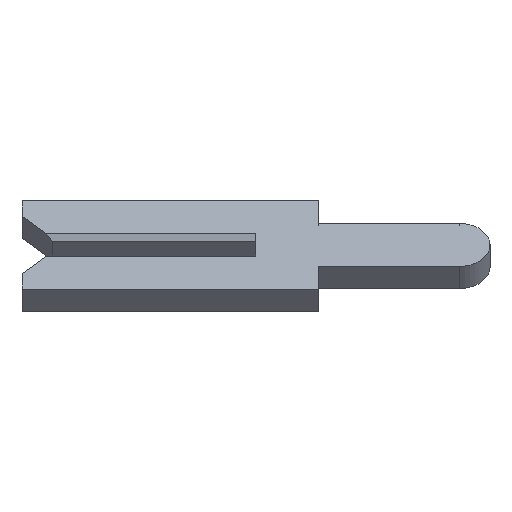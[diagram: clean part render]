
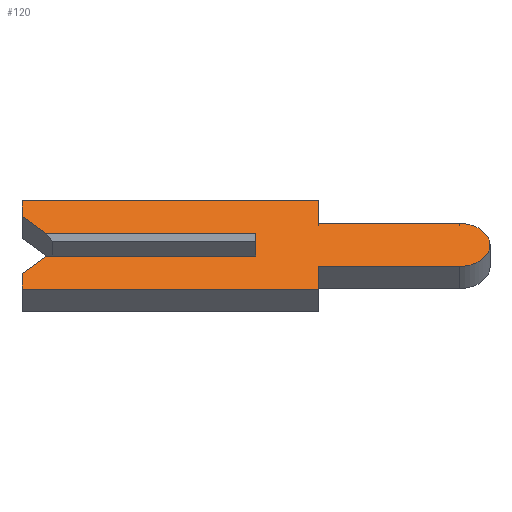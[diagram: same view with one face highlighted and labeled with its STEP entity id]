
A CAD part, left-side view. The second image highlights one B-rep face of the part: STEP entity #120.
In plain terms, the highlighted face is planar.
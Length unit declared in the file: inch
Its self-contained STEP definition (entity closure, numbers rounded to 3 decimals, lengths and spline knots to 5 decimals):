
#18 = ORIENTED_EDGE ( 'NONE', *, *, #905, .F. ) ;
#23 = LINE ( 'NONE', #605, #383 ) ;
#30 = CARTESIAN_POINT ( 'NONE',  ( -0.01, 0.15, -0.026 ) ) ;
#46 = CIRCLE ( 'NONE', #150, 0.0195 ) ;
#60 = DIRECTION ( 'NONE',  ( 0., 0., 1. ) ) ;
#66 = EDGE_CURVE ( 'NONE', #615, #167, #398, .T. ) ;
#75 = DIRECTION ( 'NONE',  ( 0., -1., 0. ) ) ;
#79 = CARTESIAN_POINT ( 'NONE',  ( -0.01, -0.04, 0.04 ) ) ;
#115 = CARTESIAN_POINT ( 'NONE',  ( -0.01, -0.04, 0.0195 ) ) ;
#120 = ADVANCED_FACE ( 'NONE', ( #325 ), #307, .F. ) ;
#124 = VERTEX_POINT ( 'NONE', #323 ) ;
#129 = CARTESIAN_POINT ( 'NONE',  ( -0.01, -0.1305, 0. ) ) ;
#133 = VERTEX_POINT ( 'NONE', #612 ) ;
#138 = ORIENTED_EDGE ( 'NONE', *, *, #553, .F. ) ;
#150 = AXIS2_PLACEMENT_3D ( 'NONE', #129, #938, #792 ) ;
#157 = CARTESIAN_POINT ( 'NONE',  ( -0.01, 0.1305, 0.0065 ) ) ;
#167 = VERTEX_POINT ( 'NONE', #461 ) ;
#169 = LINE ( 'NONE', #425, #569 ) ;
#177 = EDGE_CURVE ( 'NONE', #124, #391, #211, .T. ) ;
#187 = VERTEX_POINT ( 'NONE', #314 ) ;
#188 = CARTESIAN_POINT ( 'NONE',  ( -0.01, 0.134, 0.01 ) ) ;
#203 = VERTEX_POINT ( 'NONE', #30 ) ;
#211 = LINE ( 'NONE', #79, #956 ) ;
#213 = EDGE_CURVE ( 'NONE', #203, #615, #583, .T. ) ;
#217 = LINE ( 'NONE', #594, #263 ) ;
#220 = DIRECTION ( 'NONE',  ( 0., -1., 0. ) ) ;
#235 = ORIENTED_EDGE ( 'NONE', *, *, #408, .F. ) ;
#248 = CARTESIAN_POINT ( 'NONE',  ( -0.01, -0.1305, 0. ) ) ;
#263 = VECTOR ( 'NONE', #443, 39.37008 ) ;
#277 = DIRECTION ( 'NONE',  ( 0., 0., -1. ) ) ;
#278 = EDGE_CURVE ( 'NONE', #391, #133, #954, .T. ) ;
#298 = ORIENTED_EDGE ( 'NONE', *, *, #726, .F. ) ;
#307 = PLANE ( 'NONE',  #624 ) ;
#314 = CARTESIAN_POINT ( 'NONE',  ( -0.01, -0.1305, -0.0195 ) ) ;
#318 = ORIENTED_EDGE ( 'NONE', *, *, #354, .F. ) ;
#323 = CARTESIAN_POINT ( 'NONE',  ( -0.01, -0.04, 0.04 ) ) ;
#324 = LINE ( 'NONE', #157, #512 ) ;
#325 = FACE_OUTER_BOUND ( 'NONE', #526, .T. ) ;
#327 = CARTESIAN_POINT ( 'NONE',  ( -0.01, 0., 0.0065 ) ) ;
#331 = ORIENTED_EDGE ( 'NONE', *, *, #278, .F. ) ;
#336 = ORIENTED_EDGE ( 'NONE', *, *, #213, .F. ) ;
#347 = ORIENTED_EDGE ( 'NONE', *, *, #177, .F. ) ;
#354 = EDGE_CURVE ( 'NONE', #187, #422, #394, .T. ) ;
#362 = CARTESIAN_POINT ( 'NONE',  ( -0.01, 0.15, 0.04 ) ) ;
#364 = CARTESIAN_POINT ( 'NONE',  ( -0.01, -0.04, -0.04 ) ) ;
#374 = CARTESIAN_POINT ( 'NONE',  ( -0.01, -0.1305, -0.01 ) ) ;
#376 = DIRECTION ( 'NONE',  ( 0., 1., 0. ) ) ;
#382 = VERTEX_POINT ( 'NONE', #188 ) ;
#383 = VECTOR ( 'NONE', #376, 39.37008 ) ;
#391 = VERTEX_POINT ( 'NONE', #115 ) ;
#394 = LINE ( 'NONE', #496, #843 ) ;
#398 = LINE ( 'NONE', #374, #847 ) ;
#402 = DIRECTION ( 'NONE',  ( 0., 0., -1. ) ) ;
#405 = DIRECTION ( 'NONE',  ( 0., 0., 1. ) ) ;
#408 = EDGE_CURVE ( 'NONE', #167, #819, #817, .T. ) ;
#419 = CARTESIAN_POINT ( 'NONE',  ( -0.01, -0.04, 0.0195 ) ) ;
#422 = VERTEX_POINT ( 'NONE', #904 ) ;
#425 = CARTESIAN_POINT ( 'NONE',  ( -0.01, -0.04, -0.04 ) ) ;
#428 = EDGE_CURVE ( 'NONE', #382, #819, #554, .T. ) ;
#433 = ORIENTED_EDGE ( 'NONE', *, *, #770, .F. ) ;
#443 = DIRECTION ( 'NONE',  ( 0., 0., 1. ) ) ;
#456 = EDGE_CURVE ( 'NONE', #133, #187, #46, .T. ) ;
#461 = CARTESIAN_POINT ( 'NONE',  ( -0.01, 0., -0.01 ) ) ;
#462 = VERTEX_POINT ( 'NONE', #655 ) ;
#466 = VERTEX_POINT ( 'NONE', #926 ) ;
#496 = CARTESIAN_POINT ( 'NONE',  ( -0.01, -0.04, -0.0195 ) ) ;
#511 = DIRECTION ( 'NONE',  ( 0., -1., 0. ) ) ;
#512 = VECTOR ( 'NONE', #681, 39.37008 ) ;
#526 = EDGE_LOOP ( 'NONE', ( #889, #235, #683, #336, #298, #18, #138, #318, #716, #331, #347, #433, #929, #878 ) ) ;
#553 = EDGE_CURVE ( 'NONE', #422, #578, #169, .T. ) ;
#554 = LINE ( 'NONE', #790, #870 ) ;
#569 = VECTOR ( 'NONE', #277, 39.37008 ) ;
#578 = VERTEX_POINT ( 'NONE', #364 ) ;
#583 = LINE ( 'NONE', #711, #945 ) ;
#586 = EDGE_CURVE ( 'NONE', #869, #462, #848, .T. ) ;
#587 = CARTESIAN_POINT ( 'NONE',  ( -0.01, 0.134, -0.01 ) ) ;
#594 = CARTESIAN_POINT ( 'NONE',  ( -0.01, 0.15, -0.026 ) ) ;
#605 = CARTESIAN_POINT ( 'NONE',  ( -0.01, 0.15, -0.04 ) ) ;
#612 = CARTESIAN_POINT ( 'NONE',  ( -0.01, -0.1305, 0.0195 ) ) ;
#615 = VERTEX_POINT ( 'NONE', #587 ) ;
#622 = DIRECTION ( 'NONE',  ( 1., 0., 0. ) ) ;
#624 = AXIS2_PLACEMENT_3D ( 'NONE', #248, #622, #402 ) ;
#627 = DIRECTION ( 'NONE',  ( 0., 1., 0. ) ) ;
#635 = VECTOR ( 'NONE', #220, 39.37008 ) ;
#655 = CARTESIAN_POINT ( 'NONE',  ( -0.01, 0.15, 0.04 ) ) ;
#665 = CARTESIAN_POINT ( 'NONE',  ( -0.01, 0.15, 0.026 ) ) ;
#673 = CARTESIAN_POINT ( 'NONE',  ( -0.01, 0.15, 0.026 ) ) ;
#679 = CARTESIAN_POINT ( 'NONE',  ( -0.01, 0., 0.01 ) ) ;
#681 = DIRECTION ( 'NONE',  ( 0., 0.707, 0.707 ) ) ;
#683 = ORIENTED_EDGE ( 'NONE', *, *, #66, .F. ) ;
#711 = CARTESIAN_POINT ( 'NONE',  ( -0.01, 0.1305, -0.0065 ) ) ;
#716 = ORIENTED_EDGE ( 'NONE', *, *, #456, .F. ) ;
#726 = EDGE_CURVE ( 'NONE', #466, #203, #217, .T. ) ;
#749 = VECTOR ( 'NONE', #405, 39.37008 ) ;
#758 = DIRECTION ( 'NONE',  ( 0., 0., -1. ) ) ;
#765 = VECTOR ( 'NONE', #921, 39.37008 ) ;
#770 = EDGE_CURVE ( 'NONE', #462, #124, #811, .T. ) ;
#790 = CARTESIAN_POINT ( 'NONE',  ( -0.01, 0.15, 0.01 ) ) ;
#792 = DIRECTION ( 'NONE',  ( 0., 0., -1. ) ) ;
#802 = VECTOR ( 'NONE', #60, 39.37008 ) ;
#811 = LINE ( 'NONE', #362, #635 ) ;
#815 = EDGE_CURVE ( 'NONE', #382, #869, #324, .T. ) ;
#817 = LINE ( 'NONE', #327, #749 ) ;
#819 = VERTEX_POINT ( 'NONE', #679 ) ;
#843 = VECTOR ( 'NONE', #627, 39.37008 ) ;
#847 = VECTOR ( 'NONE', #75, 39.37008 ) ;
#848 = LINE ( 'NONE', #665, #802 ) ;
#869 = VERTEX_POINT ( 'NONE', #673 ) ;
#870 = VECTOR ( 'NONE', #511, 39.37008 ) ;
#878 = ORIENTED_EDGE ( 'NONE', *, *, #815, .F. ) ;
#889 = ORIENTED_EDGE ( 'NONE', *, *, #428, .T. ) ;
#904 = CARTESIAN_POINT ( 'NONE',  ( -0.01, -0.04, -0.0195 ) ) ;
#905 = EDGE_CURVE ( 'NONE', #578, #466, #23, .T. ) ;
#911 = DIRECTION ( 'NONE',  ( 0., -0.707, 0.707 ) ) ;
#921 = DIRECTION ( 'NONE',  ( 0., -1., 0. ) ) ;
#926 = CARTESIAN_POINT ( 'NONE',  ( -0.01, 0.15, -0.04 ) ) ;
#929 = ORIENTED_EDGE ( 'NONE', *, *, #586, .F. ) ;
#938 = DIRECTION ( 'NONE',  ( 1., 0., 0. ) ) ;
#945 = VECTOR ( 'NONE', #911, 39.37008 ) ;
#954 = LINE ( 'NONE', #419, #765 ) ;
#956 = VECTOR ( 'NONE', #758, 39.37008 ) ;
